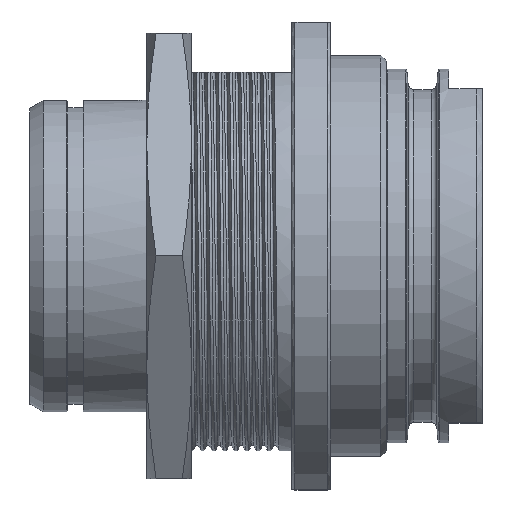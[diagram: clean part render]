
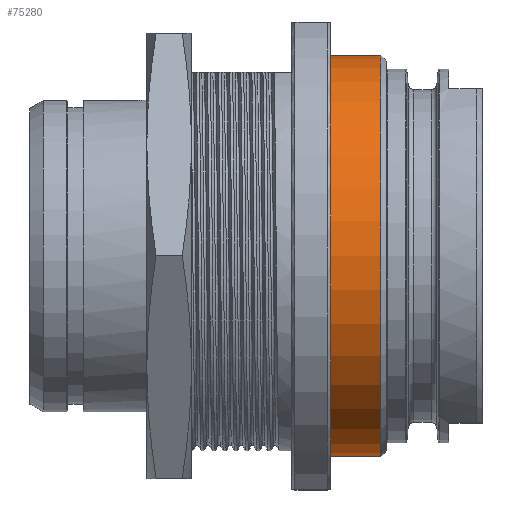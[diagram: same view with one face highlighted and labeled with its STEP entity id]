
A CAD part, top view. The second image highlights one B-rep face of the part: STEP entity #75280.
In plain terms, the highlighted cylindrical face has radius 18 mm (diameter 36 mm), a partial arc.
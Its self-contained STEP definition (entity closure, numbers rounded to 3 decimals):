
#104=CARTESIAN_POINT('',(8.,0.,0.));
#105=DIRECTION('',(1.,0.,0.));
#106=DIRECTION('',(0.,1.,0.));
#107=AXIS2_PLACEMENT_3D('',#104,#105,#106);
#109=DIRECTION('',(-1.,0.,0.));
#110=VECTOR('',#109,4.5);
#111=CARTESIAN_POINT('',(8.,18.,0.));
#112=LINE('5338',#111,#110);
#113=DIRECTION('',(-1.,0.,0.));
#114=VECTOR('',#113,4.5);
#115=CARTESIAN_POINT('',(8.,-18.,0.));
#116=LINE('5339',#115,#114);
#130=CARTESIAN_POINT('',(3.5,0.,0.));
#131=DIRECTION('',(1.,0.,0.));
#132=DIRECTION('',(0.,1.,0.));
#133=AXIS2_PLACEMENT_3D('',#130,#131,#132);
#60914=CARTESIAN_POINT('',(8.,18.,0.));
#60915=CARTESIAN_POINT('',(3.5,18.,0.));
#60916=VERTEX_POINT('',#60914);
#60917=VERTEX_POINT('',#60915);
#60918=CARTESIAN_POINT('',(8.,-18.,0.));
#60919=CARTESIAN_POINT('',(3.5,-18.,0.));
#60920=VERTEX_POINT('',#60918);
#60921=VERTEX_POINT('',#60919);
#75266=CARTESIAN_POINT('',(-25.1,0.,0.));
#75267=DIRECTION('',(1.,0.,0.));
#75268=DIRECTION('',(0.,-1.,0.));
#75269=AXIS2_PLACEMENT_3D('',#75266,#75267,#75268);
#75270=CYLINDRICAL_SURFACE('246',#75269,18.);
#75272=ORIENTED_EDGE('5338',*,*,#75271,.F.);
#75273=ORIENTED_EDGE('5363',*,*,#75261,.T.);
#75275=ORIENTED_EDGE('5339',*,*,#75274,.T.);
#75277=ORIENTED_EDGE('5340',*,*,#75276,.F.);
#75278=EDGE_LOOP('246',(#75272,#75273,#75275,#75277));
#75279=FACE_OUTER_BOUND('246',#75278,.F.);
#108=CIRCLE('5363',#107,18.);
#134=CIRCLE('5340',#133,18.);
#75261=EDGE_CURVE('5363',#60916,#60920,#108,.T.);
#75271=EDGE_CURVE('5338',#60916,#60917,#112,.T.);
#75274=EDGE_CURVE('5339',#60920,#60921,#116,.T.);
#75276=EDGE_CURVE('5340',#60917,#60921,#134,.T.);
#75280=ADVANCED_FACE('246',(#75279),#75270,.T.);
